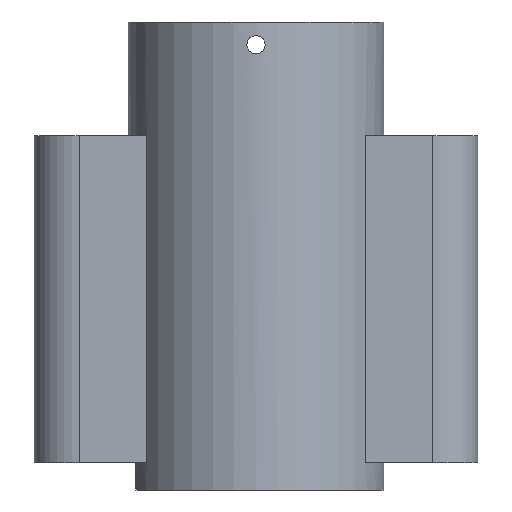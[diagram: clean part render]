
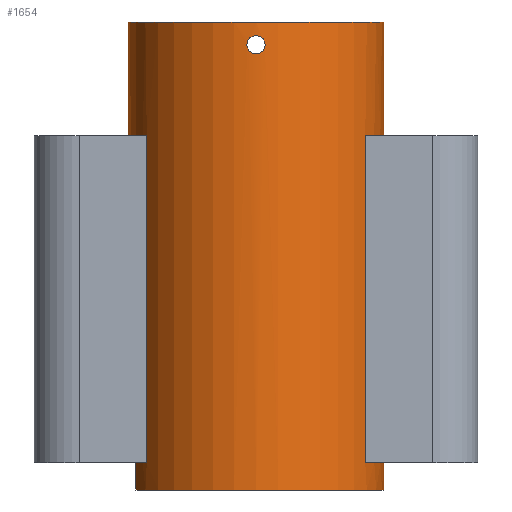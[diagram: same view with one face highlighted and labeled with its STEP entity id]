
A CAD part, front view. The second image highlights one B-rep face of the part: STEP entity #1654.
In plain terms, the highlighted cylindrical face has radius 28.15 mm (diameter 56.3 mm), a full revolution.
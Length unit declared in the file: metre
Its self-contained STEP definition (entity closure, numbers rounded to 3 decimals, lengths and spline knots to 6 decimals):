
#72=LINE('',#2475,#212);
#73=LINE('',#2480,#213);
#74=LINE('',#2484,#214);
#75=LINE('',#2488,#215);
#76=LINE('',#2494,#216);
#77=LINE('',#2498,#217);
#212=VECTOR('',#1959,1.);
#213=VECTOR('',#1962,1.);
#214=VECTOR('',#1965,1.);
#215=VECTOR('',#1968,1.);
#216=VECTOR('',#1973,1.);
#217=VECTOR('',#1976,1.);
#352=B_SPLINE_CURVE_WITH_KNOTS('',3,(#2449,#2450,#2451,#2452,#2453,#2454,
#2455,#2456,#2457,#2458,#2459),.UNSPECIFIED.,.T.,.F.,(1,1,1,1,1,1,1,1,1,
1,1,1,1,1,1),(-0.004691,-0.003127,-0.001564,
0.,0.001564,0.003127,0.004691,
0.006254,0.007818,0.009381,0.010945,
0.012508,0.014072,0.015635,0.017199),
 .UNSPECIFIED.);
#353=B_SPLINE_CURVE_WITH_KNOTS('',3,(#2461,#2462,#2463,#2464,#2465,#2466,
#2467,#2468,#2469,#2470,#2471),.UNSPECIFIED.,.T.,.F.,(1,1,1,1,1,1,1,1,1,
1,1,1,1,1,1),(-0.004691,-0.003127,-0.001564,
0.,0.001564,0.003127,0.004691,
0.006254,0.007818,0.009381,0.010945,
0.012508,0.014072,0.015635,0.017199),
 .UNSPECIFIED.);
#364=ORIENTED_EDGE('',*,*,#840,.T.);
#365=ORIENTED_EDGE('',*,*,#841,.T.);
#366=ORIENTED_EDGE('',*,*,#842,.F.);
#367=ORIENTED_EDGE('',*,*,#843,.F.);
#368=ORIENTED_EDGE('',*,*,#844,.T.);
#369=ORIENTED_EDGE('',*,*,#845,.T.);
#370=ORIENTED_EDGE('',*,*,#846,.T.);
#371=ORIENTED_EDGE('',*,*,#847,.F.);
#372=ORIENTED_EDGE('',*,*,#848,.T.);
#373=ORIENTED_EDGE('',*,*,#849,.T.);
#374=ORIENTED_EDGE('',*,*,#850,.T.);
#375=ORIENTED_EDGE('',*,*,#851,.T.);
#376=ORIENTED_EDGE('',*,*,#852,.T.);
#377=ORIENTED_EDGE('',*,*,#853,.T.);
#378=ORIENTED_EDGE('',*,*,#854,.F.);
#840=EDGE_CURVE('',#1078,#1078,#352,.T.);
#841=EDGE_CURVE('',#1079,#1079,#353,.T.);
#842=EDGE_CURVE('',#1080,#1080,#1248,.T.);
#843=EDGE_CURVE('',#1081,#1082,#72,.T.);
#844=EDGE_CURVE('',#1081,#1083,#1249,.F.);
#845=EDGE_CURVE('',#1083,#1084,#73,.T.);
#846=EDGE_CURVE('',#1084,#1085,#1250,.T.);
#847=EDGE_CURVE('',#1086,#1085,#74,.T.);
#848=EDGE_CURVE('',#1086,#1087,#1251,.F.);
#849=EDGE_CURVE('',#1087,#1088,#75,.T.);
#850=EDGE_CURVE('',#1088,#1082,#1252,.T.);
#851=EDGE_CURVE('',#1089,#1090,#1253,.F.);
#852=EDGE_CURVE('',#1090,#1091,#76,.T.);
#853=EDGE_CURVE('',#1091,#1092,#1254,.T.);
#854=EDGE_CURVE('',#1089,#1092,#77,.T.);
#1078=VERTEX_POINT('',#2460);
#1079=VERTEX_POINT('',#2472);
#1080=VERTEX_POINT('',#2474);
#1081=VERTEX_POINT('',#2476);
#1082=VERTEX_POINT('',#2477);
#1083=VERTEX_POINT('',#2479);
#1084=VERTEX_POINT('',#2481);
#1085=VERTEX_POINT('',#2483);
#1086=VERTEX_POINT('',#2485);
#1087=VERTEX_POINT('',#2487);
#1088=VERTEX_POINT('',#2489);
#1089=VERTEX_POINT('',#2492);
#1090=VERTEX_POINT('',#2493);
#1091=VERTEX_POINT('',#2495);
#1092=VERTEX_POINT('',#2497);
#1248=CIRCLE('',#1764,0.02815);
#1249=CIRCLE('',#1765,0.02815);
#1250=CIRCLE('',#1766,0.02815);
#1251=CIRCLE('',#1767,0.02815);
#1252=CIRCLE('',#1768,0.02815);
#1253=CIRCLE('',#1769,0.02815);
#1254=CIRCLE('',#1770,0.02815);
#1334=EDGE_LOOP('',(#364));
#1335=EDGE_LOOP('',(#365));
#1336=EDGE_LOOP('',(#366));
#1337=EDGE_LOOP('',(#367,#368,#369,#370,#371,#372,#373,#374));
#1338=EDGE_LOOP('',(#375,#376,#377,#378));
#1478=FACE_BOUND('',#1334,.T.);
#1479=FACE_BOUND('',#1335,.T.);
#1480=FACE_BOUND('',#1336,.T.);
#1481=FACE_BOUND('',#1337,.T.);
#1482=FACE_BOUND('',#1338,.T.);
#1618=CYLINDRICAL_SURFACE('',#1763,0.02815);
#1654=ADVANCED_FACE('',(#1478,#1479,#1480,#1481,#1482),#1618,.T.);
#1763=AXIS2_PLACEMENT_3D('',#2448,#1955,#1956);
#1764=AXIS2_PLACEMENT_3D('',#2473,#1957,#1958);
#1765=AXIS2_PLACEMENT_3D('',#2478,#1960,#1961);
#1766=AXIS2_PLACEMENT_3D('',#2482,#1963,#1964);
#1767=AXIS2_PLACEMENT_3D('',#2486,#1966,#1967);
#1768=AXIS2_PLACEMENT_3D('',#2490,#1969,#1970);
#1769=AXIS2_PLACEMENT_3D('',#2491,#1971,#1972);
#1770=AXIS2_PLACEMENT_3D('',#2496,#1974,#1975);
#1955=DIRECTION('',(0.,0.,-1.));
#1956=DIRECTION('',(-1.,0.,0.));
#1957=DIRECTION('',(0.,0.,1.));
#1958=DIRECTION('',(1.,0.,0.));
#1959=DIRECTION('',(0.,0.,1.));
#1960=DIRECTION('',(0.,0.,1.));
#1961=DIRECTION('',(1.,0.,0.));
#1962=DIRECTION('',(0.,0.,-1.));
#1963=DIRECTION('',(0.,0.,1.));
#1964=DIRECTION('',(1.,0.,0.));
#1965=DIRECTION('',(0.,0.,-1.));
#1966=DIRECTION('',(0.,0.,1.));
#1967=DIRECTION('',(1.,0.,0.));
#1968=DIRECTION('',(0.,0.,1.));
#1969=DIRECTION('',(0.,0.,1.));
#1970=DIRECTION('',(1.,0.,0.));
#1971=DIRECTION('',(0.,0.,1.));
#1972=DIRECTION('',(1.,0.,0.));
#1973=DIRECTION('',(0.,0.,1.));
#1974=DIRECTION('',(0.,0.,1.));
#1975=DIRECTION('',(-1.,0.,0.));
#1976=DIRECTION('',(0.,0.,1.));
#2448=CARTESIAN_POINT('',(0.,0.,0.042));
#2449=CARTESIAN_POINT('',(-0.001569,0.028114,0.132434));
#2450=CARTESIAN_POINT('',(0.,0.028168,0.131783));
#2451=CARTESIAN_POINT('',(0.001567,0.028114,0.132434));
#2452=CARTESIAN_POINT('',(0.002216,0.028061,0.133998));
#2453=CARTESIAN_POINT('',(0.001568,0.028114,0.135567));
#2454=CARTESIAN_POINT('',(0.,0.028168,0.136216));
#2455=CARTESIAN_POINT('',(-0.001565,0.028115,0.135569));
#2456=CARTESIAN_POINT('',(-0.002216,0.028061,0.134002));
#2457=CARTESIAN_POINT('',(-0.001569,0.028114,0.132434));
#2458=CARTESIAN_POINT('',(0.,0.028168,0.131783));
#2459=CARTESIAN_POINT('',(0.001567,0.028114,0.132434));
#2460=CARTESIAN_POINT('',(0.,0.02815,0.132));
#2461=CARTESIAN_POINT('',(0.001569,-0.028114,0.132434));
#2462=CARTESIAN_POINT('',(0.,-0.028168,0.131783));
#2463=CARTESIAN_POINT('',(-0.001567,-0.028114,0.132434));
#2464=CARTESIAN_POINT('',(-0.002216,-0.028061,0.133998));
#2465=CARTESIAN_POINT('',(-0.001568,-0.028114,0.135567));
#2466=CARTESIAN_POINT('',(0.,-0.028168,0.136216));
#2467=CARTESIAN_POINT('',(0.001565,-0.028115,0.135569));
#2468=CARTESIAN_POINT('',(0.002216,-0.028061,0.134002));
#2469=CARTESIAN_POINT('',(0.001569,-0.028114,0.132434));
#2470=CARTESIAN_POINT('',(0.,-0.028168,0.131783));
#2471=CARTESIAN_POINT('',(-0.001567,-0.028114,0.132434));
#2472=CARTESIAN_POINT('',(0.,-0.02815,0.132));
#2473=CARTESIAN_POINT('',(0.,0.,0.139));
#2474=CARTESIAN_POINT('',(0.02815,0.,0.139));
#2475=CARTESIAN_POINT('',(-0.024049,-0.014632,0.041998));
#2476=CARTESIAN_POINT('',(-0.024049,-0.014632,0.042));
#2477=CARTESIAN_POINT('',(-0.024049,-0.014632,0.114));
#2478=CARTESIAN_POINT('',(0.,0.,0.042));
#2479=CARTESIAN_POINT('',(-0.02642,-0.009717,0.042));
#2480=CARTESIAN_POINT('',(-0.02642,-0.009717,0.042));
#2481=CARTESIAN_POINT('',(-0.02642,-0.009717,0.036));
#2482=CARTESIAN_POINT('',(0.,0.,0.036));
#2483=CARTESIAN_POINT('',(-0.02642,0.009717,0.036));
#2484=CARTESIAN_POINT('',(-0.02642,0.009717,0.042));
#2485=CARTESIAN_POINT('',(-0.02642,0.009717,0.042));
#2486=CARTESIAN_POINT('',(0.,0.,0.042));
#2487=CARTESIAN_POINT('',(-0.024049,0.014632,0.042));
#2488=CARTESIAN_POINT('',(-0.024049,0.014632,0.041998));
#2489=CARTESIAN_POINT('',(-0.024049,0.014632,0.114));
#2490=CARTESIAN_POINT('',(0.,0.,0.114));
#2491=CARTESIAN_POINT('',(0.,0.,0.042));
#2492=CARTESIAN_POINT('',(0.024049,0.014632,0.042));
#2493=CARTESIAN_POINT('',(0.024049,-0.014632,0.042));
#2494=CARTESIAN_POINT('',(0.024049,-0.014632,0.041998));
#2495=CARTESIAN_POINT('',(0.024049,-0.014632,0.114));
#2496=CARTESIAN_POINT('',(0.,0.,0.114));
#2497=CARTESIAN_POINT('',(0.024049,0.014632,0.114));
#2498=CARTESIAN_POINT('',(0.024049,0.014632,0.041998));
